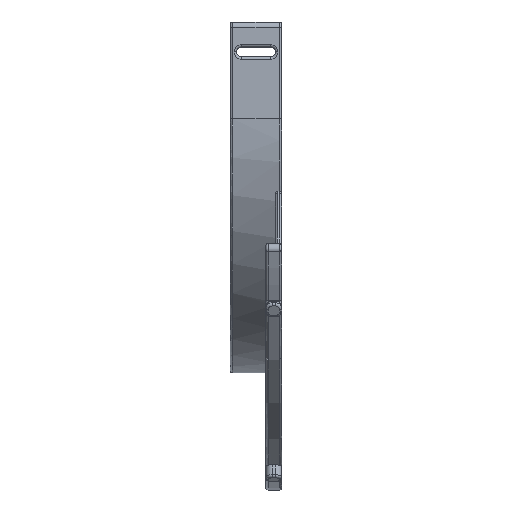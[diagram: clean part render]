
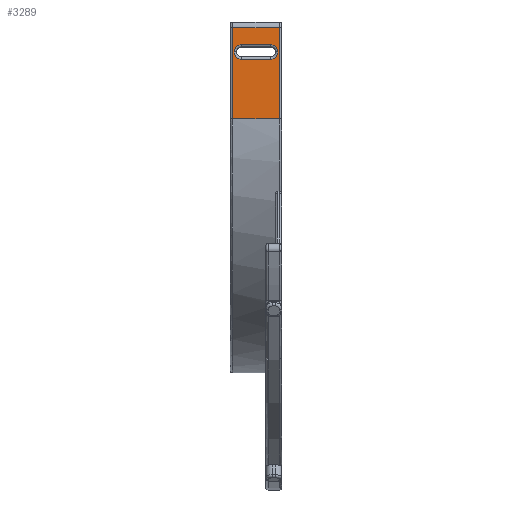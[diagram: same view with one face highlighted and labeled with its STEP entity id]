
A CAD part, left-side view. The second image highlights one B-rep face of the part: STEP entity #3289.
In plain terms, the highlighted planar face has unit normal (-1, 0, 0).
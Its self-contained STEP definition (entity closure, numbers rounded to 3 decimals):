
#102 = DIRECTION ( 'NONE',  ( 0., 0., -1. ) ) ;
#130 = LINE ( 'NONE', #1295, #2843 ) ;
#148 = CIRCLE ( 'NONE', #7398, 2.25 ) ;
#436 = DIRECTION ( 'NONE',  ( 0., 0., -1. ) ) ;
#462 = AXIS2_PLACEMENT_3D ( 'NONE', #7967, #3506, #8710 ) ;
#596 = VECTOR ( 'NONE', #5432, 1000. ) ;
#610 = PLANE ( 'NONE',  #7513 ) ;
#803 = ORIENTED_EDGE ( 'NONE', *, *, #1049, .T. ) ;
#814 = CIRCLE ( 'NONE', #4185, 2.25 ) ;
#958 = DIRECTION ( 'NONE',  ( 0., -1., 0. ) ) ;
#978 = VERTEX_POINT ( 'NONE', #8789 ) ;
#1049 = EDGE_CURVE ( 'NONE', #1361, #2186, #7336, .T. ) ;
#1178 = CARTESIAN_POINT ( 'NONE',  ( -83.5, 12.5, 20.75 ) ) ;
#1295 = CARTESIAN_POINT ( 'NONE',  ( -83.5, 16., 18.5 ) ) ;
#1361 = VERTEX_POINT ( 'NONE', #2638 ) ;
#1833 = DIRECTION ( 'NONE',  ( 1., 0., 0. ) ) ;
#1917 = ORIENTED_EDGE ( 'NONE', *, *, #7883, .T. ) ;
#1941 = ORIENTED_EDGE ( 'NONE', *, *, #3518, .T. ) ;
#2186 = VERTEX_POINT ( 'NONE', #7855 ) ;
#2201 = VERTEX_POINT ( 'NONE', #2911 ) ;
#2252 = CARTESIAN_POINT ( 'NONE',  ( -83.5, 16., 23. ) ) ;
#2371 = VERTEX_POINT ( 'NONE', #9223 ) ;
#2520 = ORIENTED_EDGE ( 'NONE', *, *, #9463, .T. ) ;
#2638 = CARTESIAN_POINT ( 'NONE',  ( -83.5, 12.5, 23. ) ) ;
#2646 = ORIENTED_EDGE ( 'NONE', *, *, #5591, .T. ) ;
#2843 = VECTOR ( 'NONE', #9538, 1000. ) ;
#2911 = CARTESIAN_POINT ( 'NONE',  ( -83.5, 15.25, 28.25 ) ) ;
#2925 = DIRECTION ( 'NONE',  ( 0., 0., -1. ) ) ;
#3012 = AXIS2_PLACEMENT_3D ( 'NONE', #4605, #6071, #102 ) ;
#3113 = CARTESIAN_POINT ( 'NONE',  ( -83.5, 15.25, 0. ) ) ;
#3289 = ADVANCED_FACE ( 'NONE', ( #7981, #8327 ), #610, .F. ) ;
#3321 = EDGE_LOOP ( 'NONE', ( #4663, #1917, #3789, #7051 ) ) ;
#3324 = EDGE_CURVE ( 'NONE', #3828, #2371, #130, .T. ) ;
#3358 = VERTEX_POINT ( 'NONE', #6598 ) ;
#3502 = DIRECTION ( 'NONE',  ( 1., 0., 0. ) ) ;
#3506 = DIRECTION ( 'NONE',  ( 1., 0., 0. ) ) ;
#3518 = EDGE_CURVE ( 'NONE', #2371, #978, #5414, .T. ) ;
#3528 = DIRECTION ( 'NONE',  ( 0., 0., -1. ) ) ;
#3565 = CARTESIAN_POINT ( 'NONE',  ( -83.5, 16., 0. ) ) ;
#3789 = ORIENTED_EDGE ( 'NONE', *, *, #8694, .T. ) ;
#3828 = VERTEX_POINT ( 'NONE', #3894 ) ;
#3894 = CARTESIAN_POINT ( 'NONE',  ( -83.5, 3.5, 18.5 ) ) ;
#4054 = CARTESIAN_POINT ( 'NONE',  ( -83.5, 16., 0. ) ) ;
#4185 = AXIS2_PLACEMENT_3D ( 'NONE', #9617, #5897, #2925 ) ;
#4462 = VECTOR ( 'NONE', #7475, 1000. ) ;
#4605 = CARTESIAN_POINT ( 'NONE',  ( -83.5, 12.5, 20.75 ) ) ;
#4658 = VERTEX_POINT ( 'NONE', #9520 ) ;
#4663 = ORIENTED_EDGE ( 'NONE', *, *, #7209, .T. ) ;
#4690 = LINE ( 'NONE', #6888, #596 ) ;
#5056 = VECTOR ( 'NONE', #958, 1000. ) ;
#5062 = VECTOR ( 'NONE', #6599, 1000. ) ;
#5403 = VECTOR ( 'NONE', #8364, 1000. ) ;
#5414 = CIRCLE ( 'NONE', #3012, 2.25 ) ;
#5432 = DIRECTION ( 'NONE',  ( 0., 0., 1. ) ) ;
#5591 = EDGE_CURVE ( 'NONE', #978, #1361, #148, .T. ) ;
#5854 = LINE ( 'NONE', #4054, #5056 ) ;
#5897 = DIRECTION ( 'NONE',  ( 1., 0., 0. ) ) ;
#5921 = EDGE_LOOP ( 'NONE', ( #803, #8860, #2520, #7097, #1941, #2646 ) ) ;
#6071 = DIRECTION ( 'NONE',  ( 1., 0., 0. ) ) ;
#6526 = EDGE_CURVE ( 'NONE', #2186, #9521, #7493, .T. ) ;
#6598 = CARTESIAN_POINT ( 'NONE',  ( -83.5, 15.25, 0. ) ) ;
#6599 = DIRECTION ( 'NONE',  ( 0., 1., 0. ) ) ;
#6676 = LINE ( 'NONE', #3113, #5403 ) ;
#6888 = CARTESIAN_POINT ( 'NONE',  ( -83.5, 0.75, 28.25 ) ) ;
#7051 = ORIENTED_EDGE ( 'NONE', *, *, #8211, .T. ) ;
#7097 = ORIENTED_EDGE ( 'NONE', *, *, #3324, .T. ) ;
#7209 = EDGE_CURVE ( 'NONE', #8119, #2201, #7367, .T. ) ;
#7336 = LINE ( 'NONE', #2252, #4462 ) ;
#7367 = LINE ( 'NONE', #8940, #5062 ) ;
#7398 = AXIS2_PLACEMENT_3D ( 'NONE', #1178, #1833, #436 ) ;
#7475 = DIRECTION ( 'NONE',  ( 0., -1., 0. ) ) ;
#7493 = CIRCLE ( 'NONE', #462, 2.25 ) ;
#7510 = CARTESIAN_POINT ( 'NONE',  ( -83.5, 0.75, 28.25 ) ) ;
#7513 = AXIS2_PLACEMENT_3D ( 'NONE', #3565, #3502, #3528 ) ;
#7855 = CARTESIAN_POINT ( 'NONE',  ( -83.5, 3.5, 23. ) ) ;
#7883 = EDGE_CURVE ( 'NONE', #2201, #3358, #6676, .T. ) ;
#7967 = CARTESIAN_POINT ( 'NONE',  ( -83.5, 3.5, 20.75 ) ) ;
#7981 = FACE_BOUND ( 'NONE', #5921, .T. ) ;
#8119 = VERTEX_POINT ( 'NONE', #7510 ) ;
#8211 = EDGE_CURVE ( 'NONE', #4658, #8119, #4690, .T. ) ;
#8327 = FACE_OUTER_BOUND ( 'NONE', #3321, .T. ) ;
#8364 = DIRECTION ( 'NONE',  ( 0., 0., -1. ) ) ;
#8694 = EDGE_CURVE ( 'NONE', #3358, #4658, #5854, .T. ) ;
#8710 = DIRECTION ( 'NONE',  ( 0., 0., -1. ) ) ;
#8789 = CARTESIAN_POINT ( 'NONE',  ( -83.5, 14.75, 20.75 ) ) ;
#8860 = ORIENTED_EDGE ( 'NONE', *, *, #6526, .T. ) ;
#8940 = CARTESIAN_POINT ( 'NONE',  ( -83.5, 16., 28.25 ) ) ;
#9223 = CARTESIAN_POINT ( 'NONE',  ( -83.5, 12.5, 18.5 ) ) ;
#9463 = EDGE_CURVE ( 'NONE', #9521, #3828, #814, .T. ) ;
#9520 = CARTESIAN_POINT ( 'NONE',  ( -83.5, 0.75, 0. ) ) ;
#9521 = VERTEX_POINT ( 'NONE', #9646 ) ;
#9538 = DIRECTION ( 'NONE',  ( 0., 1., 0. ) ) ;
#9617 = CARTESIAN_POINT ( 'NONE',  ( -83.5, 3.5, 20.75 ) ) ;
#9646 = CARTESIAN_POINT ( 'NONE',  ( -83.5, 1.25, 20.75 ) ) ;
